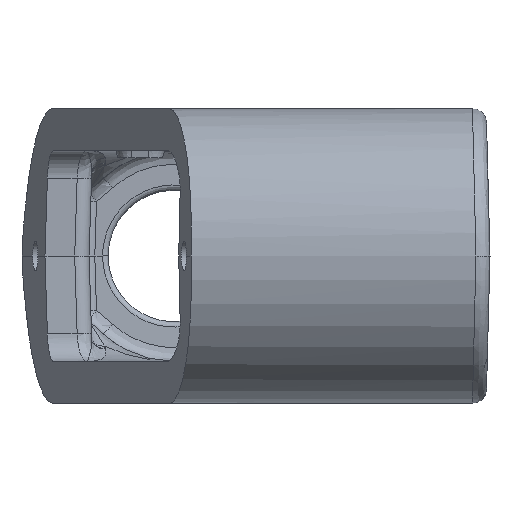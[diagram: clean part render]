
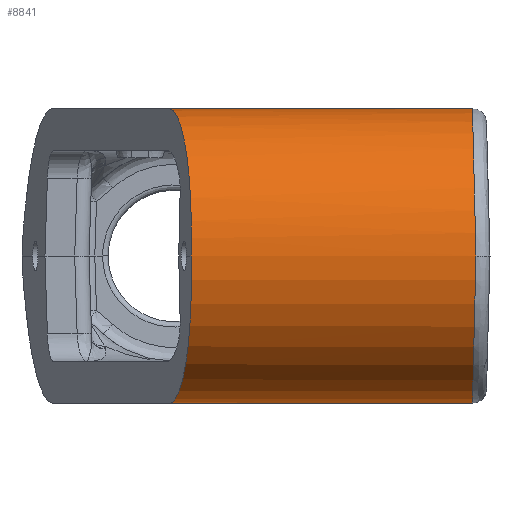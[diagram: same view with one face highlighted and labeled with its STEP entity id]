
A CAD part, left-side view. The second image highlights one B-rep face of the part: STEP entity #8841.
In plain terms, the highlighted cylindrical face has radius 16.669 mm (diameter 33.337 mm), a full revolution.
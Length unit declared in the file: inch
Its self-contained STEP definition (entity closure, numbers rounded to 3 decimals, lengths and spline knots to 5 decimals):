
#874=ELLIPSE('',#8951,0.6666,0.65625);
#889=ELLIPSE('',#8970,0.6666,0.65625);
#932=ELLIPSE('',#9340,0.65643,0.65625);
#933=ELLIPSE('',#9341,0.65643,0.65625);
#940=ELLIPSE('',#9348,1.0203,0.65625);
#968=CYLINDRICAL_SURFACE('',#9358,0.65625);
#1388=FACE_OUTER_BOUND('',#1916,.T.);
#1916=EDGE_LOOP('',(#7937,#7938,#7939,#7940,#7941,#7942,#7943,#7944,#7945));
#2584=LINE('',#22081,#3302);
#2592=LINE('',#23280,#3310);
#2593=LINE('',#23281,#3311);
#3302=VECTOR('',#10873,0.3937);
#3310=VECTOR('',#10899,0.65625);
#3311=VECTOR('',#10900,0.3937);
#3590=VERTEX_POINT('',#11305);
#3591=VERTEX_POINT('',#11307);
#3624=VERTEX_POINT('',#11477);
#4282=VERTEX_POINT('',#21614);
#4283=VERTEX_POINT('',#21615);
#4291=VERTEX_POINT('',#22041);
#4292=VERTEX_POINT('',#22042);
#4445=EDGE_CURVE('',#3591,#3590,#874,.T.);
#4485=EDGE_CURVE('',#3590,#3624,#889,.T.);
#5502=EDGE_CURVE('',#4282,#4283,#932,.T.);
#5505=EDGE_CURVE('',#4283,#4282,#933,.T.);
#5517=EDGE_CURVE('',#4292,#4291,#940,.T.);
#5520=EDGE_CURVE('',#3591,#4292,#2584,.T.);
#5550=EDGE_CURVE('',#4283,#3590,#2592,.T.);
#5551=EDGE_CURVE('',#3624,#4291,#2593,.T.);
#7937=ORIENTED_EDGE('',*,*,#5505,.F.);
#7938=ORIENTED_EDGE('',*,*,#5550,.T.);
#7939=ORIENTED_EDGE('',*,*,#4485,.T.);
#7940=ORIENTED_EDGE('',*,*,#5551,.T.);
#7941=ORIENTED_EDGE('',*,*,#5517,.F.);
#7942=ORIENTED_EDGE('',*,*,#5520,.F.);
#7943=ORIENTED_EDGE('',*,*,#4445,.T.);
#7944=ORIENTED_EDGE('',*,*,#5550,.F.);
#7945=ORIENTED_EDGE('',*,*,#5502,.F.);
#8841=ADVANCED_FACE('',(#1388),#968,.T.);
#8951=AXIS2_PLACEMENT_3D('',#11308,#9505,#9506);
#8970=AXIS2_PLACEMENT_3D('',#11479,#9560,#9561);
#9340=AXIS2_PLACEMENT_3D('',#21616,#10853,#10854);
#9341=AXIS2_PLACEMENT_3D('',#21729,#10855,#10856);
#9348=AXIS2_PLACEMENT_3D('',#22044,#10869,#10870);
#9358=AXIS2_PLACEMENT_3D('',#23279,#10897,#10898);
#9505=DIRECTION('center_axis',(0.174,-0.984,-0.026));
#9506=DIRECTION('ref_axis',(0.973,0.176,-0.147));
#9560=DIRECTION('center_axis',(0.174,-0.984,0.026));
#9561=DIRECTION('ref_axis',(0.973,0.176,0.147));
#10853=DIRECTION('center_axis',(0.,-1.,0.024));
#10854=DIRECTION('ref_axis',(0.,0.024,1.));
#10855=DIRECTION('center_axis',(0.,-1.,-0.024));
#10856=DIRECTION('ref_axis',(0.,0.024,-1.));
#10869=DIRECTION('center_axis',(0.766,0.643,0.));
#10870=DIRECTION('ref_axis',(0.643,-0.766,0.));
#10873=DIRECTION('',(0.,-1.,0.));
#10897=DIRECTION('center_axis',(0.,-1.,0.));
#10898=DIRECTION('ref_axis',(1.,0.,0.));
#10899=DIRECTION('',(0.,1.,0.));
#10900=DIRECTION('',(0.,-1.,0.));
#11305=CARTESIAN_POINT('',(-0.65625,-0.0763,0.));
#11307=CARTESIAN_POINT('',(0.,0.02196,0.65625));
#11308=CARTESIAN_POINT('Origin',(0.,0.03941,0.));
#11477=CARTESIAN_POINT('',(0.,0.02196,-0.65625));
#11479=CARTESIAN_POINT('Origin',(0.,0.03941,0.));
#21614=CARTESIAN_POINT('',(0.65625,-1.34373,0.));
#21615=CARTESIAN_POINT('',(-0.65625,-1.34373,0.));
#21616=CARTESIAN_POINT('Origin',(0.,-1.34373,0.));
#21729=CARTESIAN_POINT('Origin',(0.,-1.34373,0.));
#22041=CARTESIAN_POINT('',(0.,0.,-0.65625));
#22042=CARTESIAN_POINT('',(0.,0.,0.65625));
#22044=CARTESIAN_POINT('Origin',(0.,0.,0.));
#22081=CARTESIAN_POINT('',(0.,0.,0.65625));
#23279=CARTESIAN_POINT('Origin',(0.,0.,0.));
#23280=CARTESIAN_POINT('',(-0.65625,0.,0.));
#23281=CARTESIAN_POINT('',(0.,0.,-0.65625));
